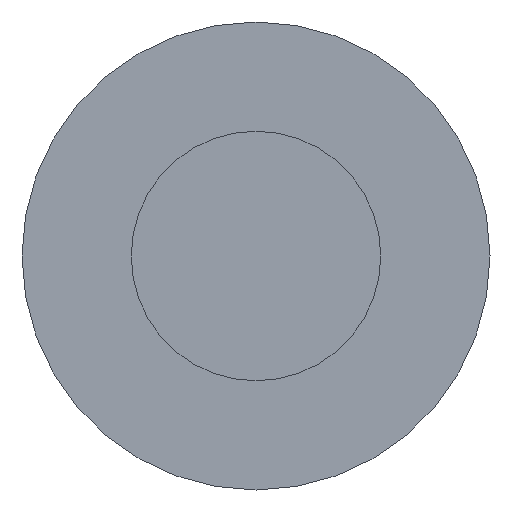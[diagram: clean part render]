
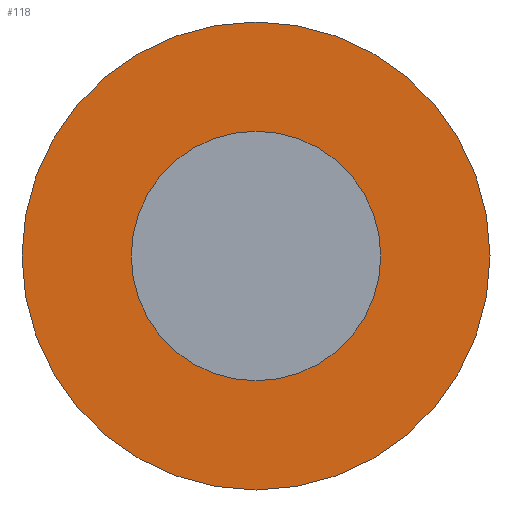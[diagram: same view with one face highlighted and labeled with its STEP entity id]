
A CAD part, front view. The second image highlights one B-rep face of the part: STEP entity #118.
In plain terms, the highlighted planar face has unit normal (0, -1, 0).
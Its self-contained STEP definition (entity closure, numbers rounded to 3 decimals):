
#3 = EDGE_LOOP ( 'NONE', ( #379, #390 ) ) ;
#20 = DIRECTION ( 'NONE',  ( 0., 1., 0. ) ) ;
#59 = CIRCLE ( 'NONE', #131, 1.875 ) ;
#61 = CARTESIAN_POINT ( 'NONE',  ( 0., 0., 0. ) ) ;
#64 = DIRECTION ( 'NONE',  ( 0., 0., -1. ) ) ;
#87 = DIRECTION ( 'NONE',  ( 0., 0., 1. ) ) ;
#93 = VERTEX_POINT ( 'NONE', #128 ) ;
#98 = EDGE_CURVE ( 'NONE', #93, #217, #59, .T. ) ;
#118 = ADVANCED_FACE ( 'NONE', ( #170, #126 ), #121, .F. ) ;
#121 = PLANE ( 'NONE',  #268 ) ;
#126 = FACE_OUTER_BOUND ( 'NONE', #388, .T. ) ;
#128 = CARTESIAN_POINT ( 'NONE',  ( 0., 0., 1.875 ) ) ;
#131 = AXIS2_PLACEMENT_3D ( 'NONE', #270, #412, #373 ) ;
#150 = VERTEX_POINT ( 'NONE', #341 ) ;
#154 = AXIS2_PLACEMENT_3D ( 'NONE', #61, #454, #64 ) ;
#170 = FACE_BOUND ( 'NONE', #3, .T. ) ;
#173 = DIRECTION ( 'NONE',  ( 0., -1., 0. ) ) ;
#182 = CIRCLE ( 'NONE', #307, 1.875 ) ;
#207 = EDGE_CURVE ( 'NONE', #150, #240, #223, .T. ) ;
#209 = CARTESIAN_POINT ( 'NONE',  ( 0., 0., 1. ) ) ;
#217 = VERTEX_POINT ( 'NONE', #246 ) ;
#223 = CIRCLE ( 'NONE', #154, 1. ) ;
#240 = VERTEX_POINT ( 'NONE', #209 ) ;
#244 = ORIENTED_EDGE ( 'NONE', *, *, #98, .F. ) ;
#246 = CARTESIAN_POINT ( 'NONE',  ( 0., 0., -1.875 ) ) ;
#268 = AXIS2_PLACEMENT_3D ( 'NONE', #378, #20, #87 ) ;
#270 = CARTESIAN_POINT ( 'NONE',  ( 0., 0., 0. ) ) ;
#282 = EDGE_CURVE ( 'NONE', #240, #150, #453, .T. ) ;
#295 = DIRECTION ( 'NONE',  ( 0., 1., 0. ) ) ;
#307 = AXIS2_PLACEMENT_3D ( 'NONE', #334, #295, #330 ) ;
#317 = DIRECTION ( 'NONE',  ( 0., 0., -1. ) ) ;
#330 = DIRECTION ( 'NONE',  ( 0., 0., 1. ) ) ;
#334 = CARTESIAN_POINT ( 'NONE',  ( 0., 0., 0. ) ) ;
#341 = CARTESIAN_POINT ( 'NONE',  ( 0., 0., -1. ) ) ;
#373 = DIRECTION ( 'NONE',  ( 0., 0., 1. ) ) ;
#378 = CARTESIAN_POINT ( 'NONE',  ( 0., 0., 0. ) ) ;
#379 = ORIENTED_EDGE ( 'NONE', *, *, #282, .F. ) ;
#388 = EDGE_LOOP ( 'NONE', ( #457, #244 ) ) ;
#390 = ORIENTED_EDGE ( 'NONE', *, *, #207, .F. ) ;
#405 = AXIS2_PLACEMENT_3D ( 'NONE', #422, #173, #317 ) ;
#412 = DIRECTION ( 'NONE',  ( 0., 1., 0. ) ) ;
#422 = CARTESIAN_POINT ( 'NONE',  ( 0., 0., 0. ) ) ;
#426 = EDGE_CURVE ( 'NONE', #217, #93, #182, .T. ) ;
#453 = CIRCLE ( 'NONE', #405, 1. ) ;
#454 = DIRECTION ( 'NONE',  ( 0., -1., 0. ) ) ;
#457 = ORIENTED_EDGE ( 'NONE', *, *, #426, .F. ) ;
